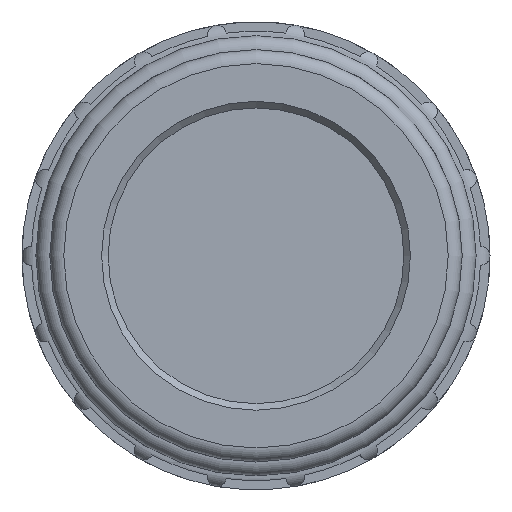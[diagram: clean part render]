
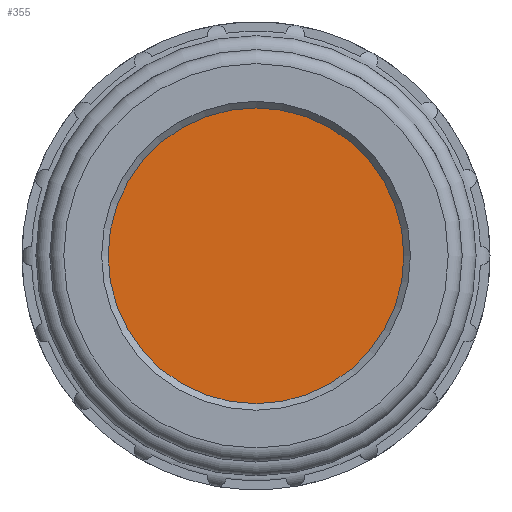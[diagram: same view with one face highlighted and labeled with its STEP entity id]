
A CAD part, left-side view. The second image highlights one B-rep face of the part: STEP entity #355.
In plain terms, the highlighted planar face has unit normal (-1, 0, 0).
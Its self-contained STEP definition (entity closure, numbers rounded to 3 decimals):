
#355 = ADVANCED_FACE( '', ( #733 ), #734, .F. );
#733 = FACE_OUTER_BOUND( '', #1107, .T. );
#734 = PLANE( '', #1108 );
#1107 = EDGE_LOOP( '', ( #2106 ) );
#1108 = AXIS2_PLACEMENT_3D( '', #2107, #2108, #2109 );
#2106 = ORIENTED_EDGE( '', *, *, #2255, .F. );
#2107 = CARTESIAN_POINT( '', ( 0.42, 0., 0. ) );
#2108 = DIRECTION( '', ( 1., 0., 0. ) );
#2109 = DIRECTION( '', ( 0., 0., -1. ) );
#2255 = EDGE_CURVE( '', #2741, #2741, #2742, .T. );
#2741 = VERTEX_POINT( '', #3402 );
#2742 = CIRCLE( '', #3403, 9.48 );
#3402 = CARTESIAN_POINT( '', ( 0.42, 0., -9.48 ) );
#3403 = AXIS2_PLACEMENT_3D( '', #4301, #4302, #4303 );
#4301 = CARTESIAN_POINT( '', ( 0.42, 0., 0. ) );
#4302 = DIRECTION( '', ( 1., 0., 0. ) );
#4303 = DIRECTION( '', ( 0., 0., -1. ) );
